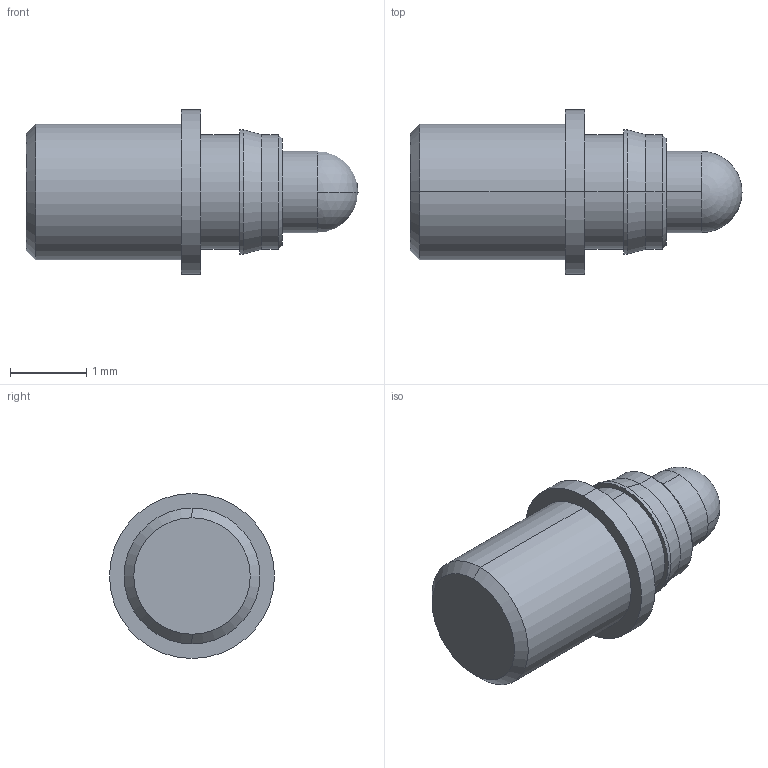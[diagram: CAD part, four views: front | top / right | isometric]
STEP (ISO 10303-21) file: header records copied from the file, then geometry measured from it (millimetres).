
FILE_DESCRIPTION(/* description */ (''),/* implementation_level */ '2;1');
FILE_NAME(/* name */ 'mill-max-0926-0-15-20-76-14-11-0.stp',/* time_stamp */ '2024-06-21T13:42:44+02:00',/* author */ (''),/* organization */ (''),/* preprocessor_version */ 'ST-DEVELOPER v18.1',/* originating_system */ 'SIEMENS PLM Software NX 1988',/* authorisation */ '');
FILE_SCHEMA (('AUTOMOTIVE_DESIGN { 1 0 10303 214 3 1 1 1 }'));
Length unit declared in the file: inch
Products named in the file (1): mill-max-0926-0-15-20-76-14-11-0
Bounding box: 4.34 x 2.16 x 2.16 mm (x, y, z)
Volume: 8.6 mm3; surface area: 27.7 mm2
Topology: 1 solids, 1 shells, 25 faces, 52 edges, 31 vertices
Faces by surface type: cylinder 12, cone 6, plane 5, sphere 2
Entity records: 686 total; most frequent: DIRECTION 134, CARTESIAN_POINT 107, ORIENTED_EDGE 100, AXIS2_PLACEMENT_3D 58, EDGE_CURVE 50, CIRCLE 32, VERTEX_POINT 31, EDGE_LOOP 29
